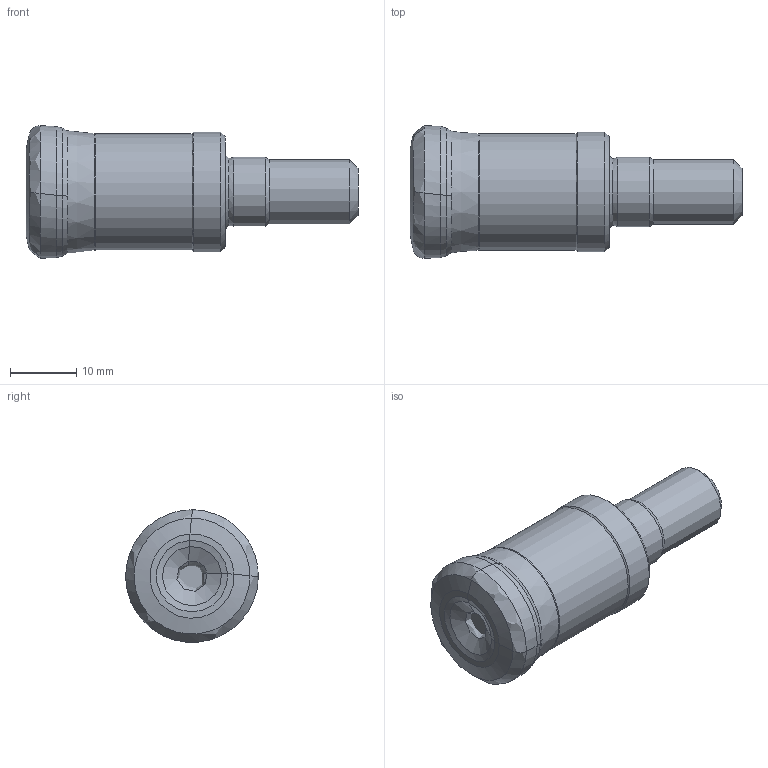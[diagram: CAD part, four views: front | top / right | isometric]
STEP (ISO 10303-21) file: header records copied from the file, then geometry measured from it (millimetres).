
FILE_DESCRIPTION(/* description */ (''),/* implementation_level */ '2;1');
FILE_NAME(/* name */ 'AHFM-WD0503D-D20-M10-L30-Z02-H.stp',/* time_stamp */ '2023-10-18T15:44:06+03:00',/* author */ (''),/* organization */ (''),/* preprocessor_version */ 'ST-DEVELOPER v19.4',/* originating_system */ 'SIEMENS PLM Software NX2306.5001',/* authorisation */ '');
FILE_SCHEMA (('AUTOMOTIVE_DESIGN { 1 0 10303 214 3 1 1 1 }'));
Length unit declared in the file: millimetre
Products named in the file (1): AHFM-WD0503D-D20-M10-L30-Z02-H-LIGHT_x_t_objects
Bounding box: 50 x 19.99 x 19.96 mm (x, y, z)
Volume: 10879.7 mm3; surface area: 3753 mm2
Topology: 2 solids, 2 shells, 57 faces, 109 edges, 56 vertices
Faces by surface type: bspline 28, torus 8, cone 7, plane 6, cylinder 4, revolution 4
Full cylindrical faces by diameter (mm): 9.75 x1, 10.5 x1, 17.6 x1, 18 x1
Entity records: 1616 total; most frequent: CARTESIAN_POINT 596, DIRECTION 204, ORIENTED_EDGE 172, AXIS2_PLACEMENT_3D 88, EDGE_CURVE 86, EDGE_LOOP 82, CIRCLE 62, ADVANCED_FACE 57
